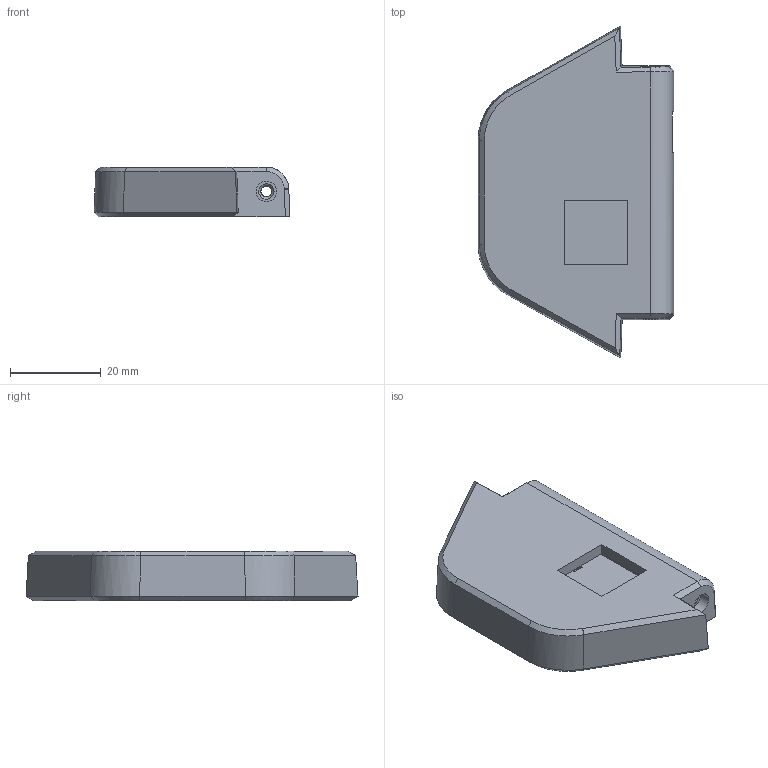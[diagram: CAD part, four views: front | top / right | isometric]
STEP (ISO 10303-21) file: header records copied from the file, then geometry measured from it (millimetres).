
FILE_DESCRIPTION(/* description */ (''),/* implementation_level */ '2;1');
FILE_NAME(/* name */ 'moonlander pimoroni.step',/* time_stamp */ '2024-02-04T19:25:05-08:00',/* author */ (''),/* organization */ (''),/* preprocessor_version */ 'ST-DEVELOPER v20',/* originating_system */ 'Autodesk Translation Framework v12.20.1.177',/* authorisation */ '');
FILE_SCHEMA (('AUTOMOTIVE_DESIGN { 1 0 10303 214 3 1 1 }'));
Length unit declared in the file: millimetre
Products named in the file (2): moonlander pimoroni; Housing
Assembly tree (1 placements, depth 2):
  moonlander pimoroni
    Housing
Bounding box: 43.2 x 73.31 x 11.01 mm (x, y, z)
Volume: 13975.3 mm3; surface area: 13461.8 mm2
Topology: 2 solids, 2 shells, 236 faces, 600 edges, 387 vertices
Faces by surface type: plane 141, bspline 42, cylinder 41, cone 12
Full cylindrical faces by diameter (mm): 2 x8, 3.2 x4, 5.3 x4, 5.9 x4
Entity records: 7729 total; most frequent: CARTESIAN_POINT 2143, ORIENTED_EDGE 1200, DIRECTION 1034, EDGE_CURVE 600, LINE 422, VECTOR 422, VERTEX_POINT 387, AXIS2_PLACEMENT_3D 306
